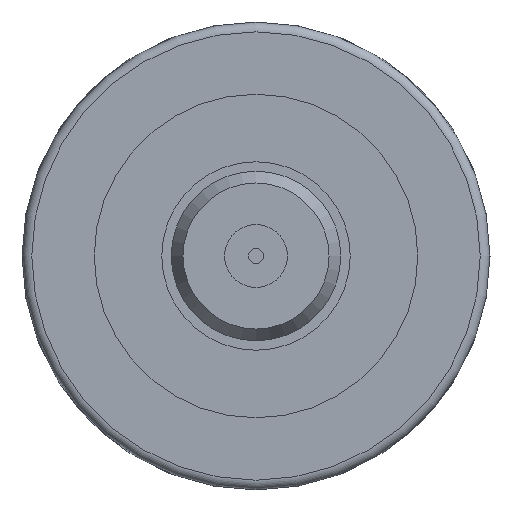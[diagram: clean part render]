
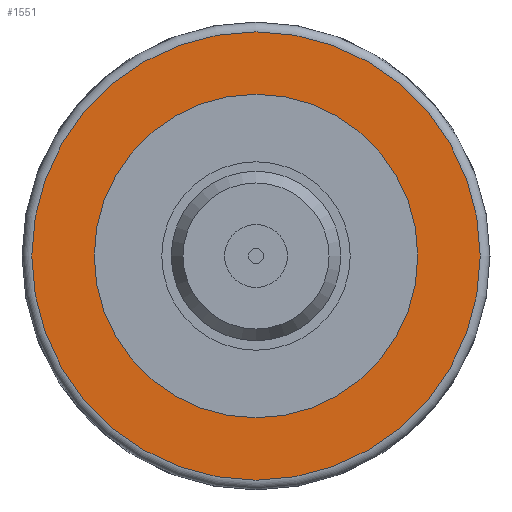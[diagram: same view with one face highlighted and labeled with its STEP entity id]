
A CAD part, left-side view. The second image highlights one B-rep face of the part: STEP entity #1551.
In plain terms, the highlighted planar face has unit normal (-1, 0, 0).
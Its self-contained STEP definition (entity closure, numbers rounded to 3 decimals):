
#48=FACE_BOUND('',#304,.T.);
#92=CIRCLE('',#1687,50.7);
#95=CIRCLE('',#1691,71.373);
#96=CIRCLE('',#1692,71.373);
#207=FACE_OUTER_BOUND('',#303,.T.);
#303=EDGE_LOOP('',(#1243,#1244));
#304=EDGE_LOOP('',(#1245));
#718=VERTEX_POINT('',#2557);
#721=VERTEX_POINT('',#2565);
#722=VERTEX_POINT('',#2566);
#916=EDGE_CURVE('',#718,#718,#92,.T.);
#920=EDGE_CURVE('',#721,#722,#95,.T.);
#921=EDGE_CURVE('',#722,#721,#96,.T.);
#1243=ORIENTED_EDGE('',*,*,#920,.F.);
#1244=ORIENTED_EDGE('',*,*,#921,.F.);
#1245=ORIENTED_EDGE('',*,*,#916,.T.);
#1482=PLANE('',#1690);
#1551=ADVANCED_FACE('',(#207,#48),#1482,.T.);
#1687=AXIS2_PLACEMENT_3D('',#2558,#2054,#2055);
#1690=AXIS2_PLACEMENT_3D('',#2564,#2061,#2062);
#1691=AXIS2_PLACEMENT_3D('',#2567,#2063,#2064);
#1692=AXIS2_PLACEMENT_3D('',#2568,#2065,#2066);
#2054=DIRECTION('center_axis',(1.,0.,0.));
#2055=DIRECTION('ref_axis',(0.,1.,0.));
#2061=DIRECTION('center_axis',(-1.,0.,0.));
#2062=DIRECTION('ref_axis',(0.,0.,
-1.));
#2063=DIRECTION('center_axis',(1.,0.,0.));
#2064=DIRECTION('ref_axis',(0.,1.,0.));
#2065=DIRECTION('center_axis',(1.,0.,0.));
#2066=DIRECTION('ref_axis',(0.,1.,0.));
#2557=CARTESIAN_POINT('',(16.7,-39.183,0.));
#2558=CARTESIAN_POINT('Origin',(16.7,11.517,0.));
#2564=CARTESIAN_POINT('Origin',(16.7,-53.899,0.));
#2565=CARTESIAN_POINT('',(16.7,-59.856,0.));
#2566=CARTESIAN_POINT('',(16.7,11.517,-71.373));
#2567=CARTESIAN_POINT('Origin',(16.7,11.517,0.));
#2568=CARTESIAN_POINT('Origin',(16.7,11.517,0.));
